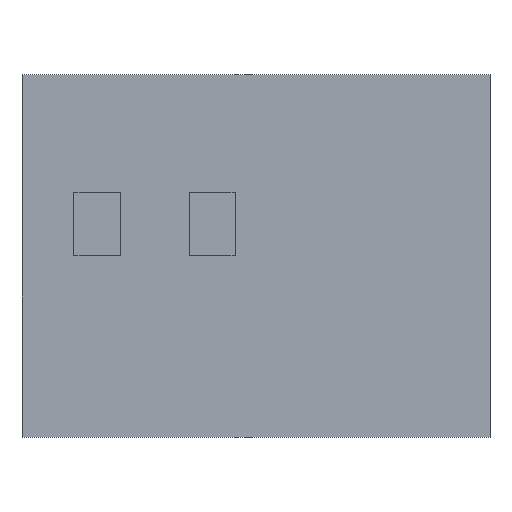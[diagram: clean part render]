
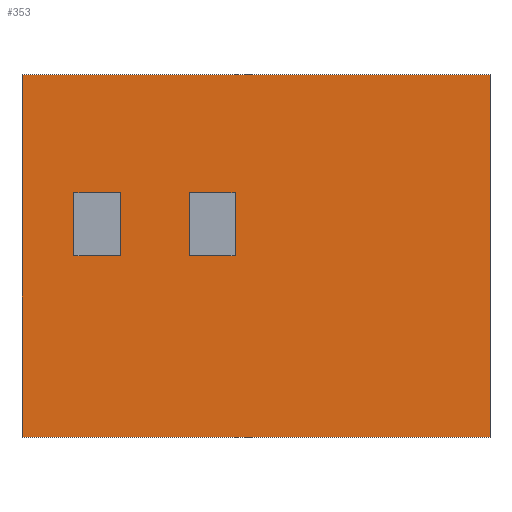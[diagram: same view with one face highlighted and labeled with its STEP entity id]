
A CAD part, top view. The second image highlights one B-rep face of the part: STEP entity #353.
In plain terms, the highlighted planar face has unit normal (0, 0, 1).
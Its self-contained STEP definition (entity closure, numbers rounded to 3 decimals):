
#76=CARTESIAN_POINT('',(75.5,-58.5,13.));
#77=VERTEX_POINT('',#76);
#84=CARTESIAN_POINT('',(-75.5,-58.5,13.));
#85=VERTEX_POINT('',#84);
#86=CARTESIAN_POINT('',(-75.5,-58.5,13.));
#87=DIRECTION('',(1.,0.,0.));
#88=VECTOR('',#87,151.);
#89=LINE('',#86,#88);
#90=EDGE_CURVE('',#85,#77,#89,.T.);
#107=CARTESIAN_POINT('',(75.5,58.5,13.));
#108=VERTEX_POINT('',#107);
#115=CARTESIAN_POINT('',(75.5,-58.5,13.));
#116=DIRECTION('',(0.,1.,0.));
#117=VECTOR('',#116,117.);
#118=LINE('',#115,#117);
#119=EDGE_CURVE('',#77,#108,#118,.T.);
#131=CARTESIAN_POINT('',(-75.5,58.5,13.));
#132=VERTEX_POINT('',#131);
#139=CARTESIAN_POINT('',(75.5,58.5,13.));
#140=DIRECTION('',(-1.,0.,0.));
#141=VECTOR('',#140,151.);
#142=LINE('',#139,#141);
#143=EDGE_CURVE('',#108,#132,#142,.T.);
#156=CARTESIAN_POINT('',(-75.5,58.5,13.));
#157=DIRECTION('',(0.,-1.,0.));
#158=VECTOR('',#157,117.);
#159=LINE('',#156,#158);
#160=EDGE_CURVE('',#132,#85,#159,.T.);
#181=CARTESIAN_POINT('',(-58.744,0.,13.));
#182=VERTEX_POINT('',#181);
#189=CARTESIAN_POINT('',(-58.744,20.386,13.));
#190=VERTEX_POINT('',#189);
#191=CARTESIAN_POINT('',(-58.744,20.386,13.));
#192=DIRECTION('',(0.,-1.,0.));
#193=VECTOR('',#192,20.386);
#194=LINE('',#191,#193);
#195=EDGE_CURVE('',#190,#182,#194,.T.);
#220=CARTESIAN_POINT('',(-43.671,20.386,13.));
#221=VERTEX_POINT('',#220);
#222=CARTESIAN_POINT('',(-43.671,20.386,13.));
#223=DIRECTION('',(-1.,0.,0.));
#224=VECTOR('',#223,15.072);
#225=LINE('',#222,#224);
#226=EDGE_CURVE('',#221,#190,#225,.T.);
#251=CARTESIAN_POINT('',(-43.671,0.,13.));
#252=VERTEX_POINT('',#251);
#253=CARTESIAN_POINT('',(-43.671,0.,13.));
#254=DIRECTION('',(0.,1.,0.));
#255=VECTOR('',#254,20.386);
#256=LINE('',#253,#255);
#257=EDGE_CURVE('',#252,#221,#256,.T.);
#280=CARTESIAN_POINT('',(-58.744,0.,13.));
#281=DIRECTION('',(1.,0.,0.));
#282=VECTOR('',#281,15.072);
#283=LINE('',#280,#282);
#284=EDGE_CURVE('',#182,#252,#283,.T.);
#302=CARTESIAN_POINT('',(0.,0.,13.));
#303=DIRECTION('',(1.,0.,0.));
#304=DIRECTION('',(0.,0.,1.));
#305=AXIS2_PLACEMENT_3D('',#302,#304,#303);
#306=PLANE('',#305);
#307=ORIENTED_EDGE('',*,*,#90,.T.);
#308=ORIENTED_EDGE('',*,*,#119,.T.);
#309=ORIENTED_EDGE('',*,*,#143,.T.);
#310=ORIENTED_EDGE('',*,*,#160,.T.);
#311=EDGE_LOOP('',(#307,#308,#309,#310));
#312=FACE_OUTER_BOUND('',#311,.T.);
#313=ORIENTED_EDGE('',*,*,#195,.F.);
#314=ORIENTED_EDGE('',*,*,#226,.F.);
#315=ORIENTED_EDGE('',*,*,#257,.F.);
#316=ORIENTED_EDGE('',*,*,#284,.F.);
#317=EDGE_LOOP('',(#313,#314,#315,#316));
#318=FACE_BOUND('',#317,.T.);
#319=CARTESIAN_POINT('',(-21.449,20.386,13.));
#320=VERTEX_POINT('',#319);
#321=CARTESIAN_POINT('',(-21.449,0.,13.));
#322=VERTEX_POINT('',#321);
#323=CARTESIAN_POINT('',(-21.449,20.386,13.));
#324=DIRECTION('',(0.,-1.,0.));
#325=VECTOR('',#324,20.386);
#326=LINE('',#323,#325);
#327=EDGE_CURVE('',#320,#322,#326,.T.);
#328=ORIENTED_EDGE('E33',*,*,#327,.F.);
#329=CARTESIAN_POINT('',(-6.763,20.386,13.));
#330=VERTEX_POINT('',#329);
#331=CARTESIAN_POINT('',(-6.763,20.386,13.));
#332=DIRECTION('',(-1.,0.,0.));
#333=VECTOR('',#332,14.686);
#334=LINE('',#331,#333);
#335=EDGE_CURVE('',#330,#320,#334,.T.);
#336=ORIENTED_EDGE('E34',*,*,#335,.F.);
#337=CARTESIAN_POINT('',(-6.763,0.,13.));
#338=VERTEX_POINT('',#337);
#339=CARTESIAN_POINT('',(-6.763,0.,13.));
#340=DIRECTION('',(0.,1.,0.));
#341=VECTOR('',#340,20.386);
#342=LINE('',#339,#341);
#343=EDGE_CURVE('',#338,#330,#342,.T.);
#344=ORIENTED_EDGE('E36',*,*,#343,.F.);
#345=CARTESIAN_POINT('',(-21.449,0.,13.));
#346=DIRECTION('',(1.,0.,0.));
#347=VECTOR('',#346,14.686);
#348=LINE('',#345,#347);
#349=EDGE_CURVE('',#322,#338,#348,.T.);
#350=ORIENTED_EDGE('E35',*,*,#349,.F.);
#351=EDGE_LOOP('',(#328,#336,#344,#350));
#352=FACE_BOUND('',#351,.T.);
#353=ADVANCED_FACE('F2',(#312,#318,#352),#306,.T.);
